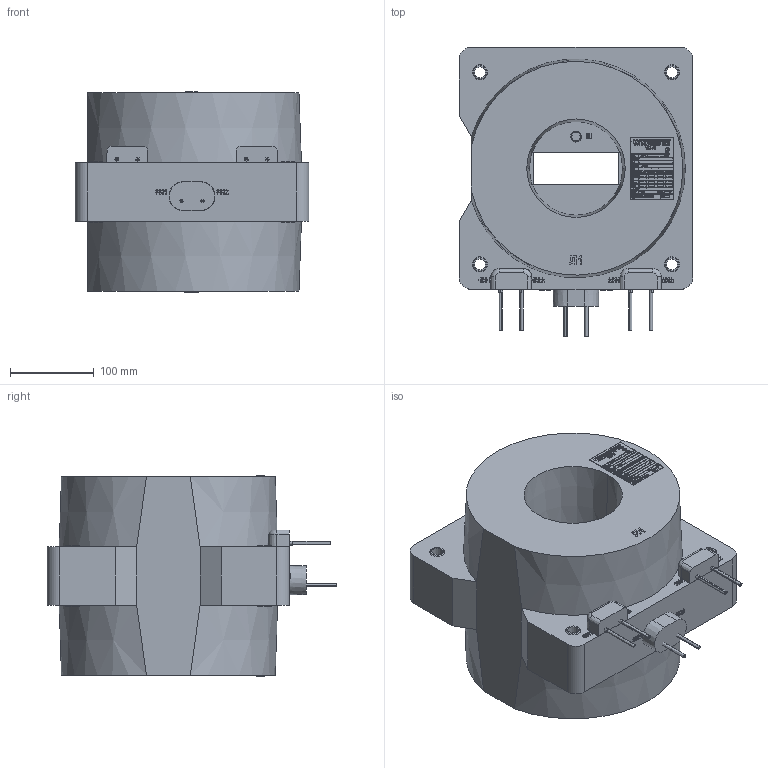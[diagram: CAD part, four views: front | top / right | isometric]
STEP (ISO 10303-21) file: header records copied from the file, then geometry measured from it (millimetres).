
FILE_DESCRIPTION (( 'STEP AP214' ), '1' );
FILE_NAME ('ﾒﾋﾊ-ﾑﾒ-10-ﾒﾘﾋﾏ1(ﾏ).STEP', '2023-09-14T09:09:05', ( '' ), ( '' ), 'SwSTEP 2.0', 'SolidWorks 2014', '' );
FILE_SCHEMA (( 'AUTOMOTIVE_DESIGN' ));
Length unit declared in the file: millimetre
Products named in the file (77): ﾘ琺矜 6.65ﾃ.019 ﾃﾎﾑﾒ 6402-70 (DIN127B); ﾘ琺矜 6.016 ﾃﾎﾑﾒ11371-78 (DIN125A); 2,5-6-刳-0,3 襞旂 22021-82; 令腧 󊬱2.58.019 梦岩 7798-70 (DIN933); ÂÅÈÓ.754312.182À Òàáëè÷êà òåõíè÷åñêèõ äàííûõ ÒËÊ-ÑÒ_; 镳钼钿^厌铕赅3_屡扔.671235.312-01-01蚜; 2,5-6-刳-0,3 襞旂 22021-82 蝂麔; 屡扔.671235.312-01-01蚜_-36; 屡扔.713174.003 买箅赅; 腻蜞朦5^屡扔.671235.312-01-01蚜_-01; 腻蜞朦4^屡扔.671235.312-01-01蚜; 腻蜞朦4^屡扔.671235.312-01-01蚜_01; 桤铍 镳钼^厌铕赅3_屡扔.671235.312-01-01蚜; 腻蜞朦4^屡扔.671235.312-01-01蚜_-02; ÂÅÈÓ.758472.007-01 Ãàéêà; 厌铕赅3^屡扔.671235.312-01-01蚜; 屡扔.758472.014; 屡扔.713174.003 买箅赅_-02; 屡扔.671235.312-01-01蚜; 腻蜞朦5^屡扔.671235.312-01-01蚜; 扻豵鵨 眧冾-10  3; Êîðïóñ ÒØËÏ-10  3_3å ®¡¬®â; ﾒﾋﾊ-ﾑﾒ-10-ﾒﾘﾋﾏ1(ﾏ); ÂÅÈÓ.754312.182À Òàáëè÷êà òåõíè÷åñêèõ äàííûõ ÒËÊ-ÑÒ__-00; ﾏ瑕褪 ﾌ6
Assembly tree (45 placements, depth 4):
  ﾘ琺矜 6.016 ﾃﾎﾑﾒ11371-78 (DIN125A)
  2,5-6-刳-0,3 襞旂 22021-82
  令腧 󊬱2.58.019 梦岩 7798-70 (DIN933)
  2,5-6-刳-0,3 襞旂 22021-82
  ÂÅÈÓ.754312.182À Òàáëè÷êà òåõíè÷åñêèõ äàííûõ ÒËÊ-ÑÒ_
Bounding box: 280 x 346.6 x 239.6 mm (x, y, z)
Volume: 12438574.5 mm3; surface area: 536647.8 mm2
Topology: 56 solids, 56 shells, 3837 faces, 9925 edges, 6512 vertices
Faces by surface type: plane 2283, bspline 980, cylinder 376, cone 180, torus 18
Entity records: 177282 total; most frequent: CARTESIAN_POINT 74019, ORIENTED_EDGE 16848, DIRECTION 11377, EDGE_CURVE 8424, VECTOR 6145, LINE 6145, VERTEX_POINT 5596, EDGE_LOOP 3524
